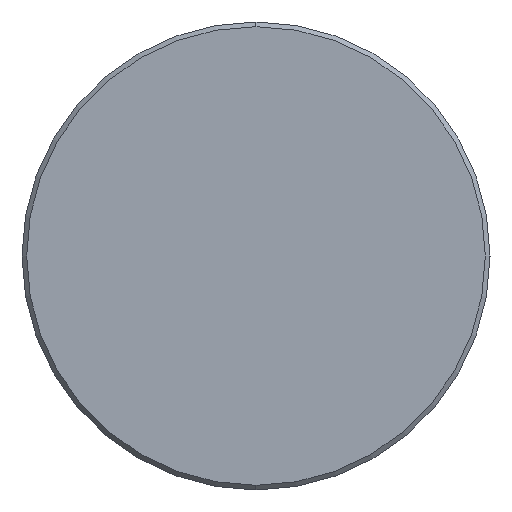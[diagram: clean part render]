
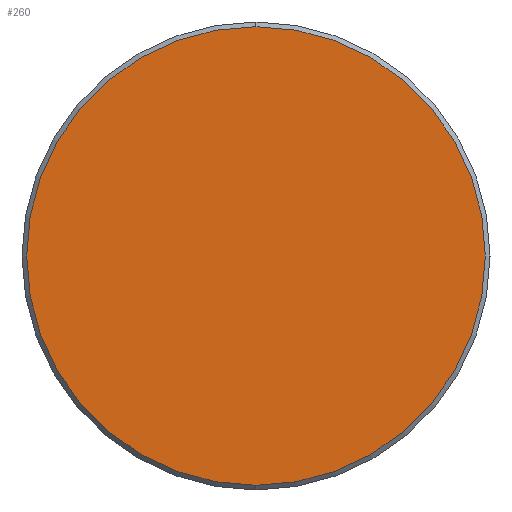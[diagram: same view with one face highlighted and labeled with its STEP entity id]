
A CAD part, left-side view. The second image highlights one B-rep face of the part: STEP entity #260.
In plain terms, the highlighted planar face has unit normal (-1, 0, 0).
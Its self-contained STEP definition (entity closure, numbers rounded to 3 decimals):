
#1 = CIRCLE ( 'NONE', #422, 14.7 ) ;
#4 = ORIENTED_EDGE ( 'NONE', *, *, #165, .T. ) ;
#5 = CARTESIAN_POINT ( 'NONE',  ( 0., 0., 14.7 ) ) ;
#8 = CIRCLE ( 'NONE', #74, 14.7 ) ;
#21 = DIRECTION ( 'NONE',  ( 1., 0., 0. ) ) ;
#45 = ORIENTED_EDGE ( 'NONE', *, *, #94, .T. ) ;
#61 = CARTESIAN_POINT ( 'NONE',  ( 0., 0., 0. ) ) ;
#74 = AXIS2_PLACEMENT_3D ( 'NONE', #61, #148, #257 ) ;
#94 = EDGE_CURVE ( 'NONE', #348, #418, #1, .T. ) ;
#106 = CARTESIAN_POINT ( 'NONE',  ( 0., 0., -14.7 ) ) ;
#148 = DIRECTION ( 'NONE',  ( -1., 0., 0. ) ) ;
#165 = EDGE_CURVE ( 'NONE', #418, #348, #8, .T. ) ;
#221 = CARTESIAN_POINT ( 'NONE',  ( 0., 0., 0. ) ) ;
#254 = CARTESIAN_POINT ( 'NONE',  ( 0., 14.7, 0. ) ) ;
#256 = FACE_OUTER_BOUND ( 'NONE', #431, .T. ) ;
#257 = DIRECTION ( 'NONE',  ( 0., 0., 1. ) ) ;
#260 = ADVANCED_FACE ( 'NONE', ( #256 ), #324, .F. ) ;
#262 = DIRECTION ( 'NONE',  ( 0., 0., 1. ) ) ;
#293 = DIRECTION ( 'NONE',  ( 0., 0., -1. ) ) ;
#324 = PLANE ( 'NONE',  #352 ) ;
#339 = DIRECTION ( 'NONE',  ( -1., 0., 0. ) ) ;
#348 = VERTEX_POINT ( 'NONE', #5 ) ;
#352 = AXIS2_PLACEMENT_3D ( 'NONE', #254, #21, #293 ) ;
#418 = VERTEX_POINT ( 'NONE', #106 ) ;
#422 = AXIS2_PLACEMENT_3D ( 'NONE', #221, #339, #262 ) ;
#431 = EDGE_LOOP ( 'NONE', ( #4, #45 ) ) ;
